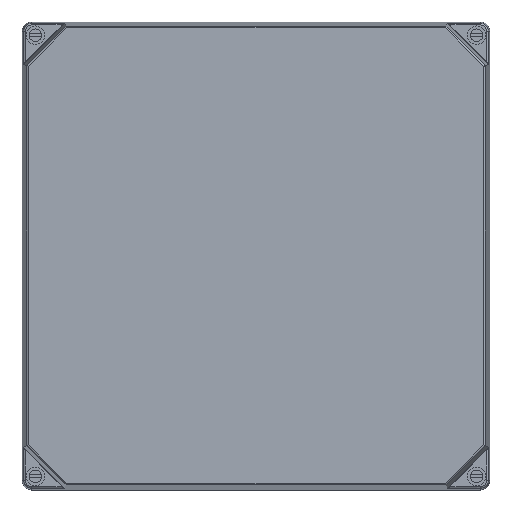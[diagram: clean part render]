
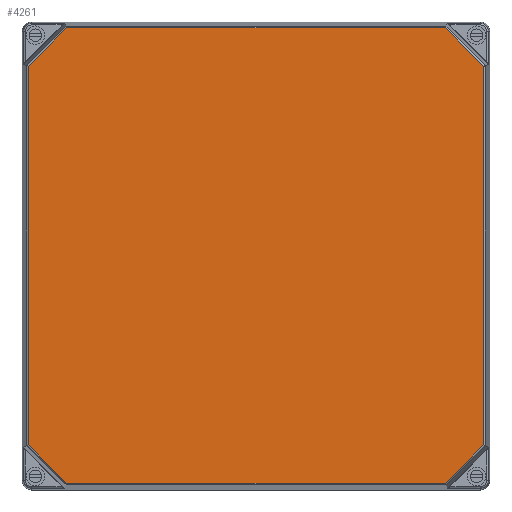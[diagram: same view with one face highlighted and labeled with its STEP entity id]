
A CAD part, top view. The second image highlights one B-rep face of the part: STEP entity #4261.
In plain terms, the highlighted planar face has unit normal (0, 0, 1).
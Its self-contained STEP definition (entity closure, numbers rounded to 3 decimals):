
#4261 = ADVANCED_FACE( '', ( #9805 ), #9806, .F. );
#9805 = FACE_OUTER_BOUND( '', #16761, .T. );
#9806 = PLANE( '', #16762 );
#16761 = EDGE_LOOP( '', ( #29223, #29224, #29225, #29226, #29227, #29228, #29229, #29230 ) );
#16762 = AXIS2_PLACEMENT_3D( '', #29231, #29232, #29233 );
#29223 = ORIENTED_EDGE( '', *, *, #42184, .T. );
#29224 = ORIENTED_EDGE( '', *, *, #44197, .T. );
#29225 = ORIENTED_EDGE( '', *, *, #41925, .T. );
#29226 = ORIENTED_EDGE( '', *, *, #44198, .F. );
#29227 = ORIENTED_EDGE( '', *, *, #43607, .F. );
#29228 = ORIENTED_EDGE( '', *, *, #44199, .F. );
#29229 = ORIENTED_EDGE( '', *, *, #43886, .F. );
#29230 = ORIENTED_EDGE( '', *, *, #44200, .T. );
#29231 = CARTESIAN_POINT( '', ( 150., 146.014, 115. ) );
#29232 = DIRECTION( '', ( 0., 0., -1. ) );
#29233 = DIRECTION( '', ( -1., 0., 0. ) );
#41925 = EDGE_CURVE( '', #51040, #51041, #51042, .T. );
#42184 = EDGE_CURVE( '', #51465, #51463, #51466, .T. );
#43607 = EDGE_CURVE( '', #53646, #53648, #53649, .T. );
#43886 = EDGE_CURVE( '', #54067, #54068, #54069, .T. );
#44197 = EDGE_CURVE( '', #51463, #51040, #54505, .T. );
#44198 = EDGE_CURVE( '', #53648, #51041, #54506, .T. );
#44199 = EDGE_CURVE( '', #54068, #53646, #54507, .T. );
#44200 = EDGE_CURVE( '', #54067, #51465, #54508, .T. );
#51040 = VERTEX_POINT( '', #63487 );
#51041 = VERTEX_POINT( '', #63488 );
#51042 = LINE( '', #63489, #63490 );
#51463 = VERTEX_POINT( '', #64078 );
#51465 = VERTEX_POINT( '', #64080 );
#51466 = LINE( '', #64081, #64082 );
#53646 = VERTEX_POINT( '', #67128 );
#53648 = VERTEX_POINT( '', #67130 );
#53649 = LINE( '', #67131, #67132 );
#54067 = VERTEX_POINT( '', #67694 );
#54068 = VERTEX_POINT( '', #67695 );
#54069 = LINE( '', #67696, #67697 );
#54505 = LINE( '', #68308, #68309 );
#54506 = LINE( '', #68310, #68311 );
#54507 = LINE( '', #68312, #68313 );
#54508 = LINE( '', #68314, #68315 );
#63487 = CARTESIAN_POINT( '', ( -146.014, 121.443, 115. ) );
#63488 = CARTESIAN_POINT( '', ( -146.014, -121.443, 115. ) );
#63489 = CARTESIAN_POINT( '', ( -146.014, 150., 115. ) );
#63490 = VECTOR( '', #75931, 1000. );
#64078 = CARTESIAN_POINT( '', ( -121.443, 146.014, 115. ) );
#64080 = CARTESIAN_POINT( '', ( 121.443, 146.014, 115. ) );
#64081 = CARTESIAN_POINT( '', ( 150., 146.014, 115. ) );
#64082 = VECTOR( '', #76216, 1000. );
#67128 = CARTESIAN_POINT( '', ( 121.443, -146.014, 115. ) );
#67130 = CARTESIAN_POINT( '', ( -121.443, -146.014, 115. ) );
#67131 = CARTESIAN_POINT( '', ( 150., -146.014, 115. ) );
#67132 = VECTOR( '', #77907, 1000. );
#67694 = CARTESIAN_POINT( '', ( 146.014, 121.443, 115. ) );
#67695 = CARTESIAN_POINT( '', ( 146.014, -121.443, 115. ) );
#67696 = CARTESIAN_POINT( '', ( 146.014, 150., 115. ) );
#67697 = VECTOR( '', #78274, 1000. );
#68308 = CARTESIAN_POINT( '', ( -116.051, 151.406, 115. ) );
#68309 = VECTOR( '', #78639, 1000. );
#68310 = CARTESIAN_POINT( '', ( -116.051, -151.406, 115. ) );
#68311 = VECTOR( '', #78640, 1000. );
#68312 = CARTESIAN_POINT( '', ( 151.406, -116.051, 115. ) );
#68313 = VECTOR( '', #78641, 1000. );
#68314 = CARTESIAN_POINT( '', ( 151.406, 116.051, 115. ) );
#68315 = VECTOR( '', #78642, 1000. );
#75931 = DIRECTION( '', ( 0., -1., 0. ) );
#76216 = DIRECTION( '', ( -1., 0., 0. ) );
#77907 = DIRECTION( '', ( -1., 0., 0. ) );
#78274 = DIRECTION( '', ( 0., -1., 0. ) );
#78639 = DIRECTION( '', ( -0.707, -0.707, 0. ) );
#78640 = DIRECTION( '', ( -0.707, 0.707, 0. ) );
#78641 = DIRECTION( '', ( -0.707, -0.707, 0. ) );
#78642 = DIRECTION( '', ( -0.707, 0.707, 0. ) );
